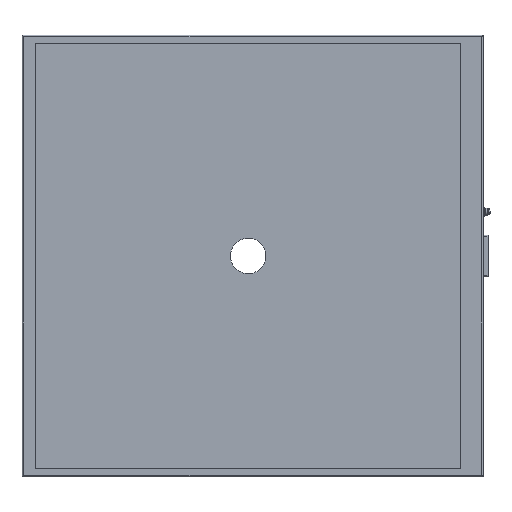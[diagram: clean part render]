
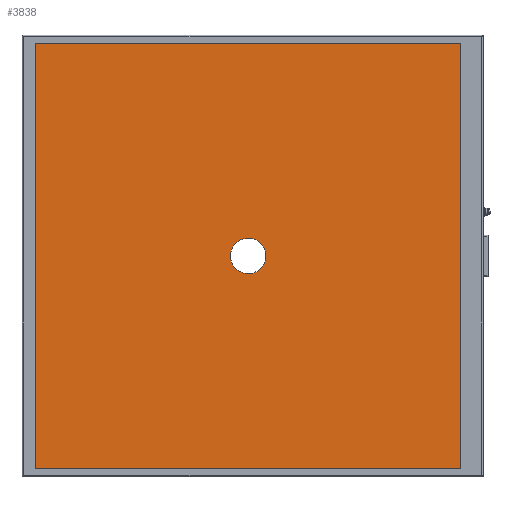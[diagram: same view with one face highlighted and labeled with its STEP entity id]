
A CAD part, top view. The second image highlights one B-rep face of the part: STEP entity #3838.
In plain terms, the highlighted planar face has unit normal (0, 0, 1).
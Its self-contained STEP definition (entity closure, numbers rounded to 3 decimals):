
#1714=CIRCLE('',#3639,20.);
#1852=ORIENTED_EDGE('',*,*,#2415,.F.);
#1853=ORIENTED_EDGE('',*,*,#2420,.F.);
#1854=ORIENTED_EDGE('',*,*,#2419,.F.);
#1855=ORIENTED_EDGE('',*,*,#2417,.F.);
#1856=ORIENTED_EDGE('',*,*,#2421,.F.);
#2118=VECTOR('',#2884,1.);
#2120=VECTOR('',#2888,1.);
#2122=VECTOR('',#2892,1.);
#2123=VECTOR('',#2895,1.);
#2200=LINE('',#3319,#2118);
#2202=LINE('',#3323,#2120);
#2204=LINE('',#3327,#2122);
#2205=LINE('',#3329,#2123);
#2282=VERTEX_POINT('',#3315);
#2283=VERTEX_POINT('',#3317);
#2284=VERTEX_POINT('',#3321);
#2285=VERTEX_POINT('',#3325);
#2286=VERTEX_POINT('',#3331);
#2415=EDGE_CURVE('',#2283,#2282,#2200,.T.);
#2417=EDGE_CURVE('',#2282,#2284,#2202,.T.);
#2419=EDGE_CURVE('',#2284,#2285,#2204,.T.);
#2420=EDGE_CURVE('',#2285,#2283,#2205,.T.);
#2421=EDGE_CURVE('',#2286,#2286,#1714,.T.);
#2551=EDGE_LOOP('',(#1852,#1853,#1854,#1855));
#2552=EDGE_LOOP('',(#1856));
#2689=FACE_BOUND('',#2551,.T.);
#2690=FACE_BOUND('',#2552,.T.);
#2884=DIRECTION('',(-480.,0.,0.));
#2888=DIRECTION('',(0.,480.,0.));
#2892=DIRECTION('',(480.,0.,0.));
#2895=DIRECTION('',(0.,-480.,0.));
#2896=DIRECTION('',(0.,0.,1.));
#2897=DIRECTION('',(0.,-1.,0.));
#2898=DIRECTION('',(0.,0.,1.));
#2899=DIRECTION('',(0.,20.,0.));
#3315=CARTESIAN_POINT('',(25.,9.,20.1));
#3317=CARTESIAN_POINT('',(505.,9.,20.1));
#3319=CARTESIAN_POINT('',(505.,9.,20.1));
#3321=CARTESIAN_POINT('',(25.,489.,20.1));
#3323=CARTESIAN_POINT('',(25.,9.,20.1));
#3325=CARTESIAN_POINT('',(505.,489.,20.1));
#3327=CARTESIAN_POINT('',(25.,489.,20.1));
#3329=CARTESIAN_POINT('',(505.,489.,20.1));
#3330=CARTESIAN_POINT('',(505.,9.,20.1));
#3331=CARTESIAN_POINT('',(265.,269.,20.1));
#3332=CARTESIAN_POINT('',(265.,249.,20.1));
#3638=AXIS2_PLACEMENT_3D('',#3330,#2896,#2897);
#3639=AXIS2_PLACEMENT_3D('',#3332,#2898,#2899);
#3795=PLANE('',#3638);
#3838=ADVANCED_FACE('',(#2689,#2690),#3795,.T.);
